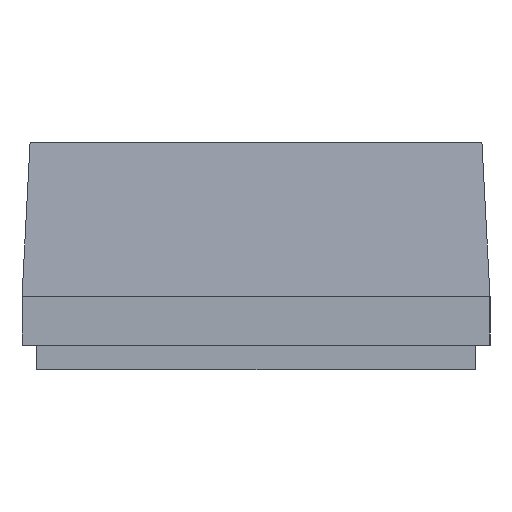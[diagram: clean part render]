
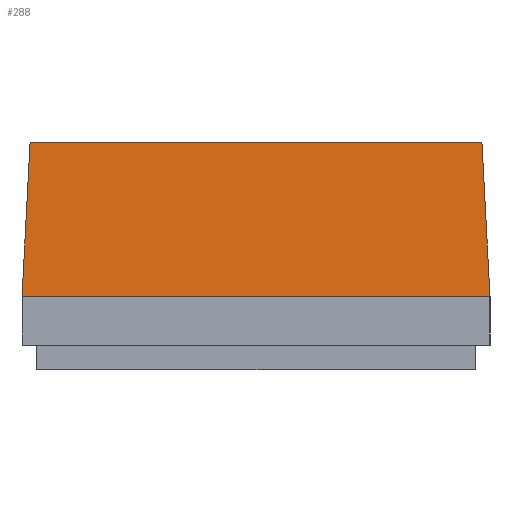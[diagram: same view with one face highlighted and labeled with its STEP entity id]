
A CAD part, left-side view. The second image highlights one B-rep face of the part: STEP entity #288.
In plain terms, the highlighted planar face has unit normal (-0.999, 0, 0.052).
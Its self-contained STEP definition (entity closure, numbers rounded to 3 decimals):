
#18 = VECTOR ( 'NONE', #547, 1000. ) ;
#37 = VECTOR ( 'NONE', #516, 1000. ) ;
#54 = EDGE_CURVE ( 'NONE', #333, #633, #208, .T. ) ;
#68 = CARTESIAN_POINT ( 'NONE',  ( -24.318, -2.291, 2. ) ) ;
#81 = EDGE_CURVE ( 'NONE', #633, #347, #531, .T. ) ;
#84 = ORIENTED_EDGE ( 'NONE', *, *, #81, .T. ) ;
#106 = CARTESIAN_POINT ( 'NONE',  ( -24.318, 16.859, 2. ) ) ;
#107 = CARTESIAN_POINT ( 'NONE',  ( -24.318, -2.291, 2. ) ) ;
#132 = DIRECTION ( 'NONE',  ( -0.052, -0.052, -0.997 ) ) ;
#161 = DIRECTION ( 'NONE',  ( -0.999, 0., 0.052 ) ) ;
#186 = FACE_OUTER_BOUND ( 'NONE', #746, .T. ) ;
#197 = ORIENTED_EDGE ( 'NONE', *, *, #54, .T. ) ;
#208 = LINE ( 'NONE', #434, #37 ) ;
#263 = VERTEX_POINT ( 'NONE', #445 ) ;
#270 = CARTESIAN_POINT ( 'NONE',  ( -24.318, 16.859, 2. ) ) ;
#288 = ADVANCED_FACE ( 'NONE', ( #186 ), #329, .T. ) ;
#329 = PLANE ( 'NONE',  #495 ) ;
#333 = VERTEX_POINT ( 'NONE', #697 ) ;
#347 = VERTEX_POINT ( 'NONE', #107 ) ;
#354 = ORIENTED_EDGE ( 'NONE', *, *, #778, .F. ) ;
#360 = VECTOR ( 'NONE', #653, 1000. ) ;
#396 = VECTOR ( 'NONE', #132, 1000. ) ;
#434 = CARTESIAN_POINT ( 'NONE',  ( -24.318, 16.859, 2. ) ) ;
#445 = CARTESIAN_POINT ( 'NONE',  ( -23.987, -1.961, 8.3 ) ) ;
#495 = AXIS2_PLACEMENT_3D ( 'NONE', #705, #161, #557 ) ;
#516 = DIRECTION ( 'NONE',  ( -0.052, 0.052, -0.997 ) ) ;
#529 = LINE ( 'NONE', #597, #360 ) ;
#531 = LINE ( 'NONE', #270, #18 ) ;
#547 = DIRECTION ( 'NONE',  ( 0., -1., 0. ) ) ;
#557 = DIRECTION ( 'NONE',  ( 0.052, 0., 0.999 ) ) ;
#583 = ORIENTED_EDGE ( 'NONE', *, *, #793, .F. ) ;
#597 = CARTESIAN_POINT ( 'NONE',  ( -23.987, 16.859, 8.3 ) ) ;
#633 = VERTEX_POINT ( 'NONE', #106 ) ;
#653 = DIRECTION ( 'NONE',  ( 0., -1., 0. ) ) ;
#697 = CARTESIAN_POINT ( 'NONE',  ( -23.987, 16.528, 8.3 ) ) ;
#705 = CARTESIAN_POINT ( 'NONE',  ( -24.318, 16.859, 2. ) ) ;
#709 = LINE ( 'NONE', #68, #396 ) ;
#746 = EDGE_LOOP ( 'NONE', ( #84, #583, #354, #197 ) ) ;
#778 = EDGE_CURVE ( 'NONE', #333, #263, #529, .T. ) ;
#793 = EDGE_CURVE ( 'NONE', #263, #347, #709, .T. ) ;
